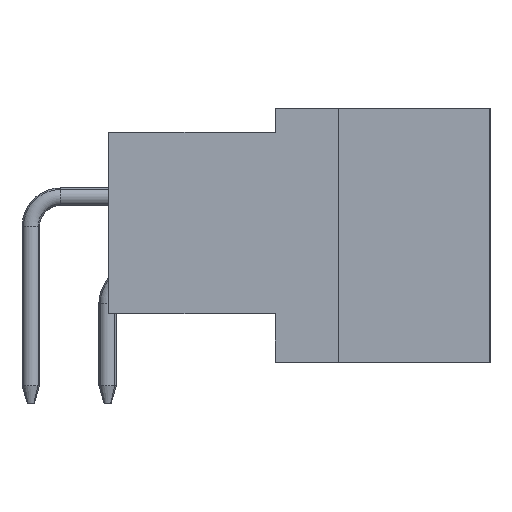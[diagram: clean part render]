
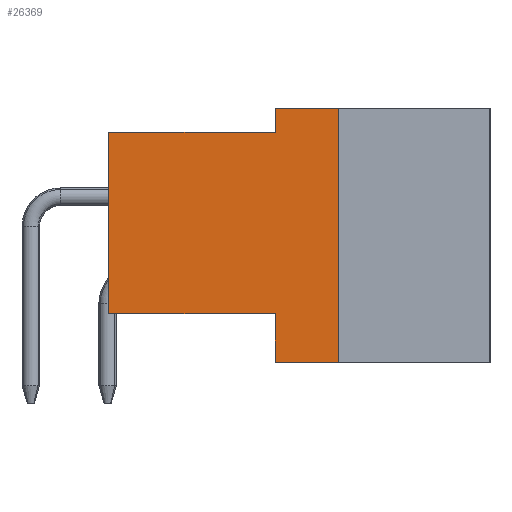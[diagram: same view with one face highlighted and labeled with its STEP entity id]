
A CAD part, left-side view. The second image highlights one B-rep face of the part: STEP entity #26369.
In plain terms, the highlighted planar face has unit normal (-1, 0, 0).
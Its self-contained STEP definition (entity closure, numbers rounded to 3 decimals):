
#1=DIRECTION('',(0.,-1.,0.));
#2=VECTOR('',#1,2.1);
#3=CARTESIAN_POINT('',(0.708,10.707,-13.427));
#4=LINE('5357',#3,#2);
#1769=DIRECTION('',(0.,-1.,0.));
#1770=VECTOR('',#1769,5.5);
#1771=CARTESIAN_POINT('',(0.708,16.207,
-11.827));
#1772=LINE('5355',#1771,#1770);
#1773=DIRECTION('',(0.,0.,1.));
#1774=VECTOR('',#1773,6.);
#1775=CARTESIAN_POINT('',(0.708,16.207,
-11.827));
#1776=LINE('5359',#1775,#1774);
#1777=DIRECTION('',(0.,-1.,0.));
#1778=VECTOR('',#1777,5.5);
#1779=CARTESIAN_POINT('',(0.708,16.207,
-5.827));
#1780=LINE('5364',#1779,#1778);
#1781=DIRECTION('',(0.,0.,-1.));
#1782=VECTOR('',#1781,0.8);
#1783=CARTESIAN_POINT('',(0.708,10.707,
-5.027));
#1784=LINE('5363',#1783,#1782);
#1785=DIRECTION('',(0.,0.,1.));
#1786=VECTOR('',#1785,1.6);
#1787=CARTESIAN_POINT('',(0.708,10.707,
-13.427));
#1788=LINE('5356',#1787,#1786);
#1825=DIRECTION('',(0.,-1.,0.));
#1826=VECTOR('',#1825,2.1);
#1827=CARTESIAN_POINT('',(0.708,10.707,
-5.027));
#1828=LINE('5365',#1827,#1826);
#1877=DIRECTION('',(0.,0.,1.));
#1878=VECTOR('',#1877,8.4);
#1879=CARTESIAN_POINT('',(0.708,8.607,
-13.427));
#1880=LINE('5339',#1879,#1878);
#19977=CARTESIAN_POINT('',(0.708,8.607,
-13.427));
#19979=VERTEX_POINT('',#19977);
#19989=CARTESIAN_POINT('',(0.708,8.607,
-5.027));
#19991=VERTEX_POINT('',#19989);
#20021=CARTESIAN_POINT('',(0.708,16.207,
-11.827));
#20022=VERTEX_POINT('',#20021);
#20023=CARTESIAN_POINT('',(0.708,10.707,
-11.827));
#20024=VERTEX_POINT('',#20023);
#20025=CARTESIAN_POINT('',(0.708,10.707,
-13.427));
#20026=VERTEX_POINT('',#20025);
#20029=CARTESIAN_POINT('',(0.708,16.207,
-5.827));
#20030=VERTEX_POINT('',#20029);
#20033=CARTESIAN_POINT('',(0.708,10.707,
-5.027));
#20034=CARTESIAN_POINT('',(0.708,10.707,
-5.827));
#20035=VERTEX_POINT('',#20033);
#20036=VERTEX_POINT('',#20034);
#26351=CARTESIAN_POINT('',(0.708,16.207,
-13.427));
#26352=DIRECTION('',(-1.,0.,0.));
#26353=DIRECTION('',(0.,-1.,0.));
#26354=AXIS2_PLACEMENT_3D('',#26351,#26352,#26353);
#26355=PLANE('3589',#26354);
#26356=ORIENTED_EDGE('5355',*,*,#25319,.F.);
#26358=ORIENTED_EDGE('5359',*,*,#26357,.T.);
#26359=ORIENTED_EDGE('5364',*,*,#26326,.T.);
#26360=ORIENTED_EDGE('5363',*,*,#25417,.F.);
#26362=ORIENTED_EDGE('5365',*,*,#26361,.T.);
#26364=ORIENTED_EDGE('5339',*,*,#26363,.F.);
#26365=ORIENTED_EDGE('5357',*,*,#25248,.F.);
#26366=ORIENTED_EDGE('5356',*,*,#25275,.T.);
#26367=EDGE_LOOP('3589',(#26356,#26358,#26359,#26360,#26362,#26364,#26365,
#26366));
#26368=FACE_OUTER_BOUND('3589',#26367,.F.);
#26369=ADVANCED_FACE('3589',(#26368),#26355,.T.);
#25248=EDGE_CURVE('5357',#20026,#19979,#4,.T.);
#25275=EDGE_CURVE('5356',#20026,#20024,#1788,.T.);
#25319=EDGE_CURVE('5355',#20022,#20024,#1772,.T.);
#25417=EDGE_CURVE('5363',#20035,#20036,#1784,.T.);
#26326=EDGE_CURVE('5364',#20030,#20036,#1780,.T.);
#26357=EDGE_CURVE('5359',#20022,#20030,#1776,.T.);
#26361=EDGE_CURVE('5365',#20035,#19991,#1828,.T.);
#26363=EDGE_CURVE('5339',#19979,#19991,#1880,.T.);
